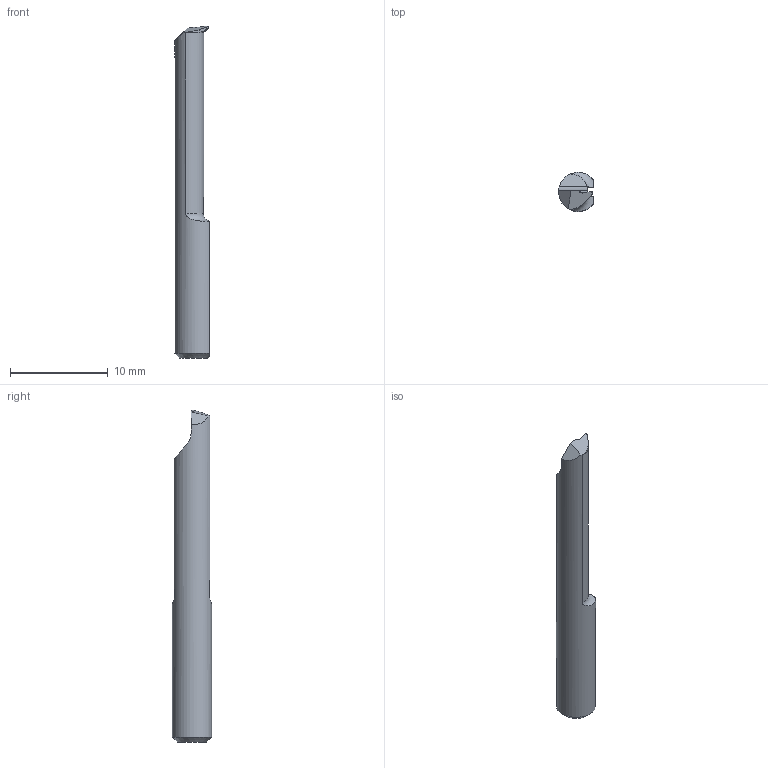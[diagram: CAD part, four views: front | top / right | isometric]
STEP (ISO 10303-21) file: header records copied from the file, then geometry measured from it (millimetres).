
FILE_DESCRIPTION (( 'STEP AP203' ), '1' );
FILE_NAME ('R047.4-20.step', '2024-01-24T12:47:08', ( '' ), ( '' ), 'SwSTEP 2.0', 'SolidWorks 2022', '' );
FILE_SCHEMA (( 'CONFIG_CONTROL_DESIGN' ));
Length unit declared in the file: millimetre
Products named in the file (1): R047.4-20
Bounding box: 3.55 x 4 x 34 mm (x, y, z)
Volume: 300.1 mm3; surface area: 406 mm2
Topology: 1 solids, 1 shells, 34 faces, 92 edges, 60 vertices
Faces by surface type: plane 18, cylinder 8, torus 5, bspline 2, cone 1
Entity records: 1352 total; most frequent: CARTESIAN_POINT 486, ORIENTED_EDGE 184, DIRECTION 140, EDGE_CURVE 92, VERTEX_POINT 60, AXIS2_PLACEMENT_3D 50, LINE 40, VECTOR 40
